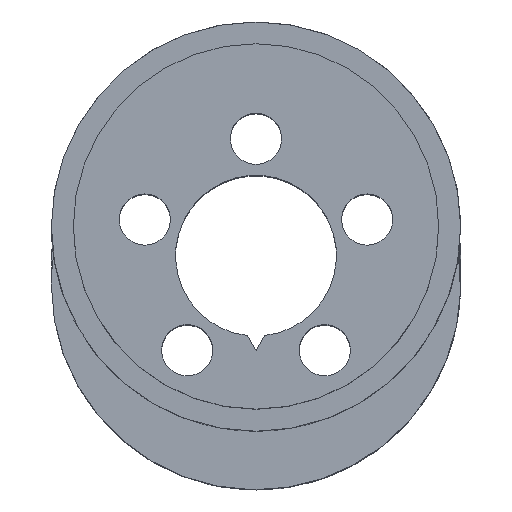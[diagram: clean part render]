
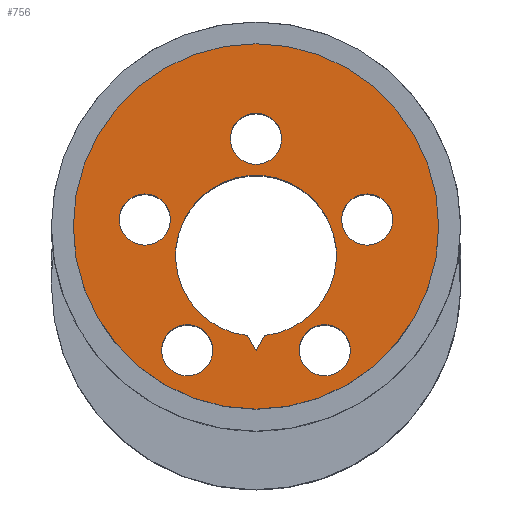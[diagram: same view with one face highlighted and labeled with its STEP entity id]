
A CAD part, top view. The second image highlights one B-rep face of the part: STEP entity #756.
In plain terms, the highlighted planar face has unit normal (0, 0, 1).
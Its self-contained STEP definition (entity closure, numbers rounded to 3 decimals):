
#35=FACE_BOUND('',#203,.T.);
#36=FACE_BOUND('',#204,.T.);
#37=FACE_BOUND('',#205,.T.);
#38=FACE_BOUND('',#206,.T.);
#39=FACE_BOUND('',#207,.T.);
#40=FACE_BOUND('',#208,.T.);
#73=CIRCLE('',#838,5.5);
#75=CIRCLE('',#841,12.5);
#76=CIRCLE('',#842,1.75);
#77=CIRCLE('',#843,1.75);
#78=CIRCLE('',#844,1.75);
#79=CIRCLE('',#845,1.75);
#80=CIRCLE('',#846,1.75);
#159=FACE_OUTER_BOUND('',#202,.T.);
#202=EDGE_LOOP('',(#545));
#203=EDGE_LOOP('',(#546));
#204=EDGE_LOOP('',(#547));
#205=EDGE_LOOP('',(#548));
#206=EDGE_LOOP('',(#549));
#207=EDGE_LOOP('',(#550));
#208=EDGE_LOOP('',(#551,#552,#553));
#282=LINE('',#1209,#325);
#286=LINE('',#1216,#329);
#325=VECTOR('',#949,10.);
#329=VECTOR('',#955,10.);
#368=VERTEX_POINT('',#1206);
#369=VERTEX_POINT('',#1208);
#371=VERTEX_POINT('',#1214);
#372=VERTEX_POINT('',#1221);
#373=VERTEX_POINT('',#1223);
#374=VERTEX_POINT('',#1225);
#375=VERTEX_POINT('',#1227);
#376=VERTEX_POINT('',#1229);
#377=VERTEX_POINT('',#1231);
#434=EDGE_CURVE('',#369,#368,#282,.T.);
#438=EDGE_CURVE('',#368,#371,#286,.T.);
#439=EDGE_CURVE('',#371,#369,#73,.T.);
#441=EDGE_CURVE('',#372,#372,#75,.T.);
#442=EDGE_CURVE('',#373,#373,#76,.T.);
#443=EDGE_CURVE('',#374,#374,#77,.T.);
#444=EDGE_CURVE('',#375,#375,#78,.T.);
#445=EDGE_CURVE('',#376,#376,#79,.T.);
#446=EDGE_CURVE('',#377,#377,#80,.T.);
#545=ORIENTED_EDGE('',*,*,#441,.T.);
#546=ORIENTED_EDGE('',*,*,#442,.T.);
#547=ORIENTED_EDGE('',*,*,#443,.T.);
#548=ORIENTED_EDGE('',*,*,#444,.T.);
#549=ORIENTED_EDGE('',*,*,#445,.T.);
#550=ORIENTED_EDGE('',*,*,#446,.T.);
#551=ORIENTED_EDGE('',*,*,#434,.T.);
#552=ORIENTED_EDGE('',*,*,#438,.T.);
#553=ORIENTED_EDGE('',*,*,#439,.T.);
#737=PLANE('',#840);
#756=ADVANCED_FACE('',(#159,#35,#36,#37,#38,#39,#40),#737,.T.);
#838=AXIS2_PLACEMENT_3D('',#1218,#958,#959);
#840=AXIS2_PLACEMENT_3D('',#1220,#962,#963);
#841=AXIS2_PLACEMENT_3D('',#1222,#964,#965);
#842=AXIS2_PLACEMENT_3D('',#1224,#966,#967);
#843=AXIS2_PLACEMENT_3D('',#1226,#968,#969);
#844=AXIS2_PLACEMENT_3D('',#1228,#970,#971);
#845=AXIS2_PLACEMENT_3D('',#1230,#972,#973);
#846=AXIS2_PLACEMENT_3D('',#1232,#974,#975);
#949=DIRECTION('',(-0.5,-0.866,0.));
#955=DIRECTION('',(-0.5,0.866,0.));
#958=DIRECTION('center_axis',(0.,0.,-1.));
#959=DIRECTION('ref_axis',(1.,0.,0.));
#962=DIRECTION('center_axis',(0.,0.,1.));
#963=DIRECTION('ref_axis',(1.,0.,0.));
#964=DIRECTION('center_axis',(0.,0.,1.));
#965=DIRECTION('ref_axis',(1.,0.,0.));
#966=DIRECTION('center_axis',(0.,0.,-1.));
#967=DIRECTION('ref_axis',(1.,0.,0.));
#968=DIRECTION('center_axis',(0.,0.,-1.));
#969=DIRECTION('ref_axis',(1.,0.,0.));
#970=DIRECTION('center_axis',(0.,0.,-1.));
#971=DIRECTION('ref_axis',(1.,0.,0.));
#972=DIRECTION('center_axis',(0.,0.,-1.));
#973=DIRECTION('ref_axis',(1.,0.,0.));
#974=DIRECTION('center_axis',(0.,0.,-1.));
#975=DIRECTION('ref_axis',(1.,0.,0.));
#1206=CARTESIAN_POINT('',(0.,-6.5,7.));
#1208=CARTESIAN_POINT('',(0.596,-5.468,7.));
#1209=CARTESIAN_POINT('',(5.308,2.694,7.));
#1214=CARTESIAN_POINT('',(-0.596,-5.468,7.));
#1216=CARTESIAN_POINT('',(-13.363,16.645,7.));
#1218=CARTESIAN_POINT('Origin',(0.,0.,7.));
#1220=CARTESIAN_POINT('Origin',(-33.41,35.931,7.));
#1221=CARTESIAN_POINT('',(-12.5,2.,7.));
#1222=CARTESIAN_POINT('Origin',(0.,2.,7.));
#1223=CARTESIAN_POINT('',(5.858,2.472,7.));
#1224=CARTESIAN_POINT('Origin',(7.608,2.472,7.));
#1225=CARTESIAN_POINT('',(2.952,-6.472,7.));
#1226=CARTESIAN_POINT('Origin',(4.702,-6.472,7.));
#1227=CARTESIAN_POINT('',(-6.452,-6.472,7.));
#1228=CARTESIAN_POINT('Origin',(-4.702,-6.472,7.));
#1229=CARTESIAN_POINT('',(-9.358,2.472,7.));
#1230=CARTESIAN_POINT('Origin',(-7.608,2.472,7.));
#1231=CARTESIAN_POINT('',(-1.75,8.,7.));
#1232=CARTESIAN_POINT('Origin',(0.,8.,7.));
